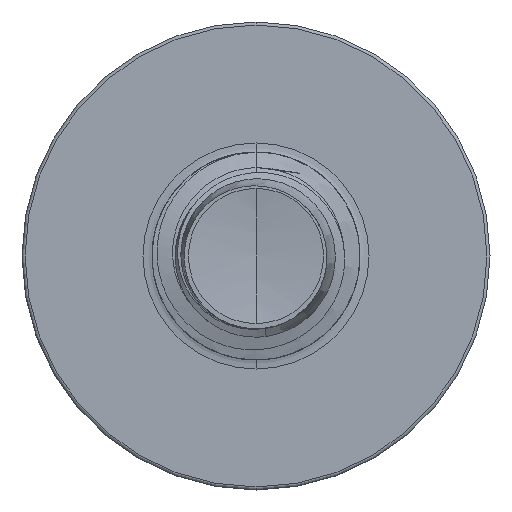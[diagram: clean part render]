
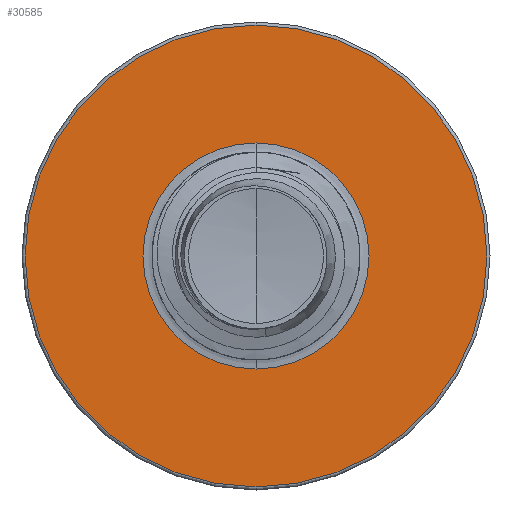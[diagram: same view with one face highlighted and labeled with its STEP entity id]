
A CAD part, front view. The second image highlights one B-rep face of the part: STEP entity #30585.
In plain terms, the highlighted planar face has unit normal (0, -1, 0).
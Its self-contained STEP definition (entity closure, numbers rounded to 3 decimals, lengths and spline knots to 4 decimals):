
#914 = CARTESIAN_POINT ( 'NONE',  ( 0., 27.5, 2.1736 ) ) ;
#1949 = VERTEX_POINT ( 'NONE', #914 ) ;
#5828 = AXIS2_PLACEMENT_3D ( 'NONE', #39996, #48213, #21533 ) ;
#9792 = EDGE_LOOP ( 'NONE', ( #53103, #26203 ) ) ;
#11098 = AXIS2_PLACEMENT_3D ( 'NONE', #55980, #30668, #60643 ) ;
#11111 = CARTESIAN_POINT ( 'NONE',  ( 0., 27.5, 0. ) ) ;
#13791 = EDGE_LOOP ( 'NONE', ( #20744, #22345 ) ) ;
#14360 = AXIS2_PLACEMENT_3D ( 'NONE', #45021, #17450, #49008 ) ;
#15184 = VERTEX_POINT ( 'NONE', #34782 ) ;
#16401 = DIRECTION ( 'NONE',  ( 0., 0., 1. ) ) ;
#17450 = DIRECTION ( 'NONE',  ( 0., 1., 0. ) ) ;
#20416 = EDGE_CURVE ( 'NONE', #1949, #15184, #48487, .T. ) ;
#20498 = EDGE_CURVE ( 'NONE', #28472, #48670, #60024, .T. ) ;
#20744 = ORIENTED_EDGE ( 'NONE', *, *, #20416, .T. ) ;
#21533 = DIRECTION ( 'NONE',  ( 0., 0., 1. ) ) ;
#21629 = DIRECTION ( 'NONE',  ( 0., 1., 0. ) ) ;
#22345 = ORIENTED_EDGE ( 'NONE', *, *, #55571, .T. ) ;
#23219 = FACE_OUTER_BOUND ( 'NONE', #9792, .T. ) ;
#26203 = ORIENTED_EDGE ( 'NONE', *, *, #20498, .F. ) ;
#26919 = CIRCLE ( 'NONE', #14360, 4.44 ) ;
#28157 = AXIS2_PLACEMENT_3D ( 'NONE', #48288, #21629, #52315 ) ;
#28472 = VERTEX_POINT ( 'NONE', #49482 ) ;
#30585 = ADVANCED_FACE ( 'NONE', ( #23219, #45628 ), #56269, .F. ) ;
#30668 = DIRECTION ( 'NONE',  ( 0., 1., 0. ) ) ;
#34199 = CIRCLE ( 'NONE', #57704, 2.1736 ) ;
#34782 = CARTESIAN_POINT ( 'NONE',  ( 0., 27.5, -2.1736 ) ) ;
#39996 = CARTESIAN_POINT ( 'NONE',  ( 0., 27.5, -2.1736 ) ) ;
#42952 = CARTESIAN_POINT ( 'NONE',  ( 0., 27.5, 4.44 ) ) ;
#44202 = DIRECTION ( 'NONE',  ( 0., 1., 0. ) ) ;
#45021 = CARTESIAN_POINT ( 'NONE',  ( 0., 27.5, 0. ) ) ;
#45628 = FACE_BOUND ( 'NONE', #13791, .T. ) ;
#48213 = DIRECTION ( 'NONE',  ( 0., 1., 0. ) ) ;
#48288 = CARTESIAN_POINT ( 'NONE',  ( 0., 27.5, 0. ) ) ;
#48487 = CIRCLE ( 'NONE', #11098, 2.1736 ) ;
#48670 = VERTEX_POINT ( 'NONE', #42952 ) ;
#49008 = DIRECTION ( 'NONE',  ( 0., 0., 1. ) ) ;
#49482 = CARTESIAN_POINT ( 'NONE',  ( 0., 27.5, -4.44 ) ) ;
#52315 = DIRECTION ( 'NONE',  ( 0., 0., 1. ) ) ;
#53103 = ORIENTED_EDGE ( 'NONE', *, *, #58611, .F. ) ;
#55571 = EDGE_CURVE ( 'NONE', #15184, #1949, #34199, .T. ) ;
#55980 = CARTESIAN_POINT ( 'NONE',  ( 0., 27.5, 0. ) ) ;
#56269 = PLANE ( 'NONE',  #5828 ) ;
#57704 = AXIS2_PLACEMENT_3D ( 'NONE', #11111, #44202, #16401 ) ;
#58611 = EDGE_CURVE ( 'NONE', #48670, #28472, #26919, .T. ) ;
#60024 = CIRCLE ( 'NONE', #28157, 4.44 ) ;
#60643 = DIRECTION ( 'NONE',  ( 0., 0., 1. ) ) ;
